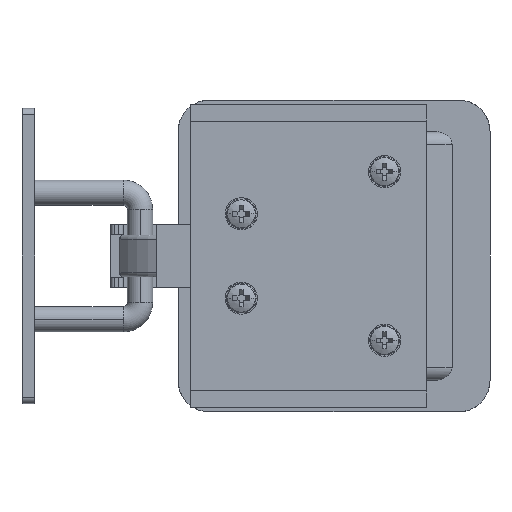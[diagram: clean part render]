
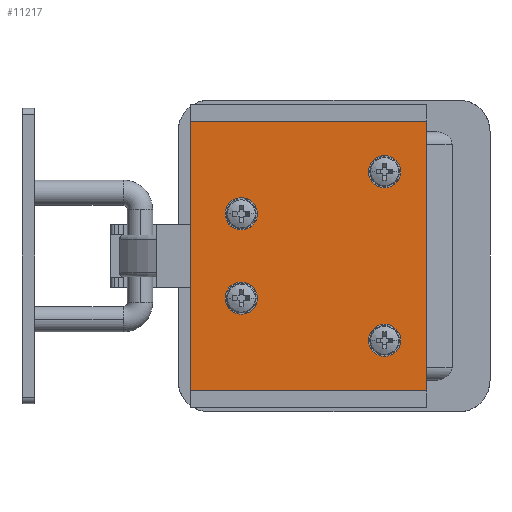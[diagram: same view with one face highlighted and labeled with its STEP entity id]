
A CAD part, front view. The second image highlights one B-rep face of the part: STEP entity #11217.
In plain terms, the highlighted planar face has unit normal (0, -1, 0).
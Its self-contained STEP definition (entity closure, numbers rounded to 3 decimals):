
#10 = AXIS2_PLACEMENT_3D ( 'NONE', #3631, #3632, #3633 ) ;
#1497 = EDGE_CURVE ( 'NONE', #10343, #10345, #6661, .T. ) ;
#2831 = CARTESIAN_POINT ( 'NONE',  ( 20., -1.5, 15.9 ) ) ;
#2832 = CARTESIAN_POINT ( 'NONE',  ( 20., -1.5, 20.1 ) ) ;
#2835 = CARTESIAN_POINT ( 'NONE',  ( -20., -1.5, 15.9 ) ) ;
#2836 = CARTESIAN_POINT ( 'NONE',  ( -20., -1.5, 20.1 ) ) ;
#2839 = CARTESIAN_POINT ( 'NONE',  ( 10., -1.5, -18.1 ) ) ;
#2840 = CARTESIAN_POINT ( 'NONE',  ( 10., -1.5, -13.9 ) ) ;
#2843 = CARTESIAN_POINT ( 'NONE',  ( -10., -1.5, -18.1 ) ) ;
#2844 = CARTESIAN_POINT ( 'NONE',  ( -10., -1.5, -13.9 ) ) ;
#2853 = CARTESIAN_POINT ( 'NONE',  ( -32., -1.5, -28. ) ) ;
#2854 = CARTESIAN_POINT ( 'NONE',  ( -32., -1.5, 28. ) ) ;
#2855 = CARTESIAN_POINT ( 'NONE',  ( 32., -1.5, -28. ) ) ;
#2856 = CARTESIAN_POINT ( 'NONE',  ( 32., -1.5, 28. ) ) ;
#3371 = CARTESIAN_POINT ( 'NONE',  ( 20., -1.5, 18. ) ) ;
#3372 = DIRECTION ( 'NONE',  ( 0., 1., 0. ) ) ;
#3373 = DIRECTION ( 'NONE',  ( 0., 0., 1. ) ) ;
#3381 = CARTESIAN_POINT ( 'NONE',  ( -20., -1.5, 18. ) ) ;
#3382 = DIRECTION ( 'NONE',  ( 0., 1., 0. ) ) ;
#3383 = DIRECTION ( 'NONE',  ( 0., 0., 1. ) ) ;
#3391 = CARTESIAN_POINT ( 'NONE',  ( 10., -1.5, -16. ) ) ;
#3392 = DIRECTION ( 'NONE',  ( 0., 1., 0. ) ) ;
#3393 = DIRECTION ( 'NONE',  ( 0., 0., 1. ) ) ;
#3401 = CARTESIAN_POINT ( 'NONE',  ( -10., -1.5, -16. ) ) ;
#3402 = DIRECTION ( 'NONE',  ( 0., 1., 0. ) ) ;
#3403 = DIRECTION ( 'NONE',  ( 0., 0., 1. ) ) ;
#3423 = CARTESIAN_POINT ( 'NONE',  ( -32., -1.5, 28. ) ) ;
#3424 = DIRECTION ( 'NONE',  ( 0., 0., -1. ) ) ;
#3429 = CARTESIAN_POINT ( 'NONE',  ( 20., -1.5, 18. ) ) ;
#3430 = DIRECTION ( 'NONE',  ( 0., 1., 0. ) ) ;
#3431 = DIRECTION ( 'NONE',  ( 0., 0., 1. ) ) ;
#3432 = CARTESIAN_POINT ( 'NONE',  ( -20., -1.5, 18. ) ) ;
#3433 = DIRECTION ( 'NONE',  ( 0., 1., 0. ) ) ;
#3434 = DIRECTION ( 'NONE',  ( 0., 0., 1. ) ) ;
#3435 = CARTESIAN_POINT ( 'NONE',  ( 10., -1.5, -16. ) ) ;
#3436 = DIRECTION ( 'NONE',  ( 0., 1., 0. ) ) ;
#3437 = DIRECTION ( 'NONE',  ( 0., 0., 1. ) ) ;
#3438 = CARTESIAN_POINT ( 'NONE',  ( -10., -1.5, -16. ) ) ;
#3439 = DIRECTION ( 'NONE',  ( 0., 1., 0. ) ) ;
#3440 = DIRECTION ( 'NONE',  ( 0., 0., 1. ) ) ;
#3441 = CARTESIAN_POINT ( 'NONE',  ( 32., -1.5, 28. ) ) ;
#3442 = DIRECTION ( 'NONE',  ( 0., 0., -1. ) ) ;
#3443 = CARTESIAN_POINT ( 'NONE',  ( -32., -1.5, -28. ) ) ;
#3444 = DIRECTION ( 'NONE',  ( 1., 0., 0. ) ) ;
#3630 = PLANE ( 'NONE',  #10 ) ;
#3631 = CARTESIAN_POINT ( 'NONE',  ( -32., -1.5, 28. ) ) ;
#3632 = DIRECTION ( 'NONE',  ( 0., 1., 0. ) ) ;
#3633 = DIRECTION ( 'NONE',  ( 0., 0., 1. ) ) ;
#5213 = EDGE_LOOP ( 'NONE', ( #9903, #9908 ) ) ;
#5214 = EDGE_LOOP ( 'NONE', ( #9904, #9906 ) ) ;
#5215 = EDGE_LOOP ( 'NONE', ( #9905, #9910 ) ) ;
#5286 = EDGE_LOOP ( 'NONE', ( #9907, #9911 ) ) ;
#5294 = EDGE_LOOP ( 'NONE', ( #9909, #5307, #5306, #5308 ) ) ;
#5306 = ORIENTED_EDGE ( 'NONE', *, *, #1497, .F. ) ;
#5307 = ORIENTED_EDGE ( 'NONE', *, *, #11146, .F. ) ;
#5308 = ORIENTED_EDGE ( 'NONE', *, *, #11139, .T. ) ;
#6661 = LINE ( 'NONE', #9269, #7890 ) ;
#6976 = LINE ( 'NONE', #3423, #8127 ) ;
#6979 = LINE ( 'NONE', #3441, #8137 ) ;
#6980 = LINE ( 'NONE', #3443, #8138 ) ;
#7441 = CIRCLE ( 'NONE', #8134, 2.1 ) ;
#7451 = CIRCLE ( 'NONE', #8133, 2.1 ) ;
#7890 = VECTOR ( 'NONE', #9270, 1000. ) ;
#8126 = CIRCLE ( 'NONE', #8131, 2.1 ) ;
#8127 = VECTOR ( 'NONE', #3424, 1000. ) ;
#8129 = CIRCLE ( 'NONE', #8136, 2.1 ) ;
#8131 = AXIS2_PLACEMENT_3D ( 'NONE', #3429, #3430, #3431 ) ;
#8133 = AXIS2_PLACEMENT_3D ( 'NONE', #3432, #3433, #3434 ) ;
#8134 = AXIS2_PLACEMENT_3D ( 'NONE', #3435, #3436, #3437 ) ;
#8136 = AXIS2_PLACEMENT_3D ( 'NONE', #3438, #3439, #3440 ) ;
#8137 = VECTOR ( 'NONE', #3442, 1000. ) ;
#8138 = VECTOR ( 'NONE', #3444, 1000. ) ;
#8357 = FACE_BOUND ( 'NONE', #5214, .T. ) ;
#8358 = FACE_BOUND ( 'NONE', #5213, .T. ) ;
#8359 = FACE_BOUND ( 'NONE', #5215, .T. ) ;
#8360 = FACE_BOUND ( 'NONE', #5286, .T. ) ;
#8361 = FACE_OUTER_BOUND ( 'NONE', #5294, .T. ) ;
#9269 = CARTESIAN_POINT ( 'NONE',  ( -32., -1.5, 28. ) ) ;
#9270 = DIRECTION ( 'NONE',  ( 1., 0., 0. ) ) ;
#9578 = CIRCLE ( 'NONE', #9580, 2.1 ) ;
#9580 = AXIS2_PLACEMENT_3D ( 'NONE', #3371, #3372, #3373 ) ;
#9584 = CIRCLE ( 'NONE', #9586, 2.1 ) ;
#9586 = AXIS2_PLACEMENT_3D ( 'NONE', #3381, #3382, #3383 ) ;
#9590 = CIRCLE ( 'NONE', #9592, 2.1 ) ;
#9592 = AXIS2_PLACEMENT_3D ( 'NONE', #3391, #3392, #3393 ) ;
#9596 = CIRCLE ( 'NONE', #9598, 2.1 ) ;
#9598 = AXIS2_PLACEMENT_3D ( 'NONE', #3401, #3402, #3403 ) ;
#9903 = ORIENTED_EDGE ( 'NONE', *, *, #11143, .T. ) ;
#9904 = ORIENTED_EDGE ( 'NONE', *, *, #11142, .T. ) ;
#9905 = ORIENTED_EDGE ( 'NONE', *, *, #11144, .T. ) ;
#9906 = ORIENTED_EDGE ( 'NONE', *, *, #11117, .T. ) ;
#9907 = ORIENTED_EDGE ( 'NONE', *, *, #11145, .T. ) ;
#9908 = ORIENTED_EDGE ( 'NONE', *, *, #11121, .T. ) ;
#9909 = ORIENTED_EDGE ( 'NONE', *, *, #11147, .T. ) ;
#9910 = ORIENTED_EDGE ( 'NONE', *, *, #11125, .T. ) ;
#9911 = ORIENTED_EDGE ( 'NONE', *, *, #11129, .T. ) ;
#10320 = VERTEX_POINT ( 'NONE', #2831 ) ;
#10321 = VERTEX_POINT ( 'NONE', #2832 ) ;
#10324 = VERTEX_POINT ( 'NONE', #2835 ) ;
#10325 = VERTEX_POINT ( 'NONE', #2836 ) ;
#10328 = VERTEX_POINT ( 'NONE', #2839 ) ;
#10329 = VERTEX_POINT ( 'NONE', #2840 ) ;
#10332 = VERTEX_POINT ( 'NONE', #2843 ) ;
#10333 = VERTEX_POINT ( 'NONE', #2844 ) ;
#10342 = VERTEX_POINT ( 'NONE', #2853 ) ;
#10343 = VERTEX_POINT ( 'NONE', #2854 ) ;
#10344 = VERTEX_POINT ( 'NONE', #2855 ) ;
#10345 = VERTEX_POINT ( 'NONE', #2856 ) ;
#11117 = EDGE_CURVE ( 'NONE', #10320, #10321, #9578, .T. ) ;
#11121 = EDGE_CURVE ( 'NONE', #10324, #10325, #9584, .T. ) ;
#11125 = EDGE_CURVE ( 'NONE', #10328, #10329, #9590, .T. ) ;
#11129 = EDGE_CURVE ( 'NONE', #10332, #10333, #9596, .T. ) ;
#11139 = EDGE_CURVE ( 'NONE', #10343, #10342, #6976, .T. ) ;
#11142 = EDGE_CURVE ( 'NONE', #10321, #10320, #8126, .T. ) ;
#11143 = EDGE_CURVE ( 'NONE', #10325, #10324, #7451, .T. ) ;
#11144 = EDGE_CURVE ( 'NONE', #10329, #10328, #7441, .T. ) ;
#11145 = EDGE_CURVE ( 'NONE', #10333, #10332, #8129, .T. ) ;
#11146 = EDGE_CURVE ( 'NONE', #10345, #10344, #6979, .T. ) ;
#11147 = EDGE_CURVE ( 'NONE', #10342, #10344, #6980, .T. ) ;
#11217 = ADVANCED_FACE ( 'NONE', ( #8357, #8358, #8359, #8360, #8361 ), #3630, .F. ) ;
